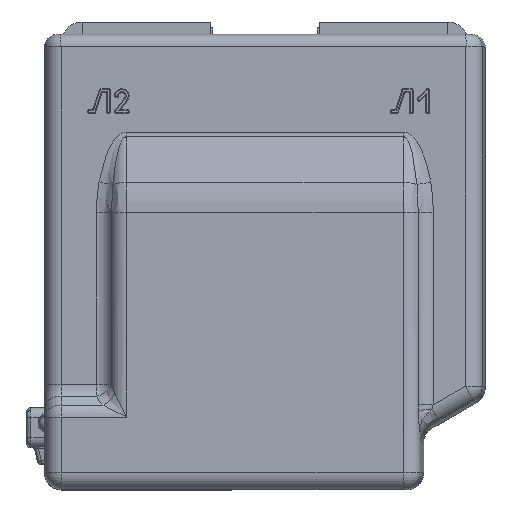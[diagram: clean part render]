
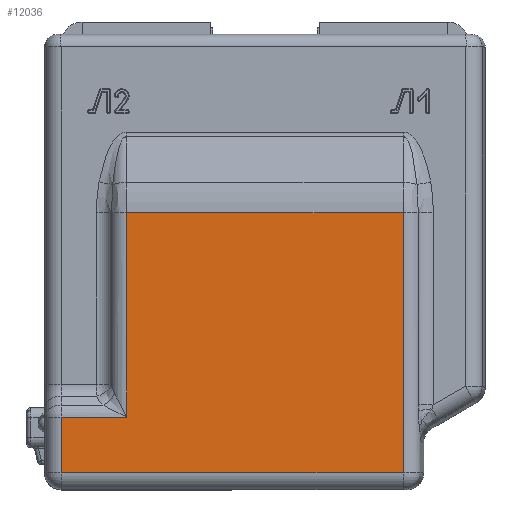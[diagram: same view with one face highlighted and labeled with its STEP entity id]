
A CAD part, top view. The second image highlights one B-rep face of the part: STEP entity #12036.
In plain terms, the highlighted planar face has unit normal (0, 0, 1).
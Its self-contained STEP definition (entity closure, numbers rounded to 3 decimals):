
#452 = EDGE_CURVE ( 'NONE', #10728, #10653, #4610, .T. ) ;
#454 = EDGE_CURVE ( 'NONE', #10653, #10652, #4612, .T. ) ;
#489 = EDGE_CURVE ( 'NONE', #10652, #10668, #4653, .T. ) ;
#1492 = CARTESIAN_POINT ( 'NONE',  ( -105.5, 132.662, 74. ) ) ;
#1493 = CARTESIAN_POINT ( 'NONE',  ( 66.269, 218., 74. ) ) ;
#1494 = DIRECTION ( 'NONE',  ( 0., 1., 0. ) ) ;
#1499 = DIRECTION ( 'NONE',  ( -1., 0., 0. ) ) ;
#1602 = CARTESIAN_POINT ( 'NONE',  ( -66.269, 218., 74. ) ) ;
#1603 = DIRECTION ( 'NONE',  ( 0., -1., 0. ) ) ;
#4601 = VECTOR ( 'NONE', #1499, 1000. ) ;
#4610 = LINE ( 'NONE', #1493, #4611 ) ;
#4611 = VECTOR ( 'NONE', #1494, 1000. ) ;
#4612 = LINE ( 'NONE', #1492, #4601 ) ;
#4653 = LINE ( 'NONE', #1602, #4654 ) ;
#4654 = VECTOR ( 'NONE', #1603, 1000. ) ;
#5455 = EDGE_LOOP ( 'NONE', ( #5841, #5842, #5843, #5844, #5845, #5846 ) ) ;
#5841 = ORIENTED_EDGE ( 'NONE', *, *, #9135, .T. ) ;
#5842 = ORIENTED_EDGE ( 'NONE', *, *, #9136, .T. ) ;
#5843 = ORIENTED_EDGE ( 'NONE', *, *, #452, .T. ) ;
#5844 = ORIENTED_EDGE ( 'NONE', *, *, #454, .T. ) ;
#5845 = ORIENTED_EDGE ( 'NONE', *, *, #489, .T. ) ;
#5846 = ORIENTED_EDGE ( 'NONE', *, *, #9134, .T. ) ;
#7843 = FACE_OUTER_BOUND ( 'NONE', #5455, .T. ) ;
#9134 = EDGE_CURVE ( 'NONE', #10668, #10977, #15611, .T. ) ;
#9135 = EDGE_CURVE ( 'NONE', #10977, #23069, #15613, .T. ) ;
#9136 = EDGE_CURVE ( 'NONE', #23069, #10728, #15615, .T. ) ;
#10652 = VERTEX_POINT ( 'NONE', #13458 ) ;
#10653 = VERTEX_POINT ( 'NONE', #13459 ) ;
#10668 = VERTEX_POINT ( 'NONE', #13474 ) ;
#10728 = VERTEX_POINT ( 'NONE', #13534 ) ;
#10977 = VERTEX_POINT ( 'NONE', #13783 ) ;
#12036 = ADVANCED_FACE ( 'NONE', ( #7843 ), #17048, .F. ) ;
#13096 = CARTESIAN_POINT ( 'NONE',  ( -97.5, 34.686, 74. ) ) ;
#13097 = DIRECTION ( 'NONE',  ( -1., 0., 0. ) ) ;
#13098 = CARTESIAN_POINT ( 'NONE',  ( -97.5, 218., 74. ) ) ;
#13099 = DIRECTION ( 'NONE',  ( 0., -1., 0. ) ) ;
#13100 = CARTESIAN_POINT ( 'NONE',  ( -105.5, 8., 74. ) ) ;
#13101 = DIRECTION ( 'NONE',  ( 1., 0., 0. ) ) ;
#13458 = CARTESIAN_POINT ( 'NONE',  ( -66.269, 132.662, 74. ) ) ;
#13459 = CARTESIAN_POINT ( 'NONE',  ( 66.269, 132.662, 74. ) ) ;
#13474 = CARTESIAN_POINT ( 'NONE',  ( -66.269, 34.686, 74. ) ) ;
#13534 = CARTESIAN_POINT ( 'NONE',  ( 66.269, 8., 74. ) ) ;
#13783 = CARTESIAN_POINT ( 'NONE',  ( -97.5, 34.686, 74. ) ) ;
#15261 = AXIS2_PLACEMENT_3D ( 'NONE', #17036, #17052, #17054 ) ;
#15611 = LINE ( 'NONE', #13096, #15612 ) ;
#15612 = VECTOR ( 'NONE', #13097, 1000. ) ;
#15613 = LINE ( 'NONE', #13098, #15614 ) ;
#15614 = VECTOR ( 'NONE', #13099, 1000. ) ;
#15615 = LINE ( 'NONE', #13100, #15616 ) ;
#15616 = VECTOR ( 'NONE', #13101, 1000. ) ;
#17036 = CARTESIAN_POINT ( 'NONE',  ( -105.5, 218., 74. ) ) ;
#17048 = PLANE ( 'NONE',  #15261 ) ;
#17052 = DIRECTION ( 'NONE',  ( 0., 0., -1. ) ) ;
#17054 = DIRECTION ( 'NONE',  ( -1., 0., 0. ) ) ;
#18186 = CARTESIAN_POINT ( 'NONE',  ( -97.5, 8., 74. ) ) ;
#23069 = VERTEX_POINT ( 'NONE', #18186 ) ;
